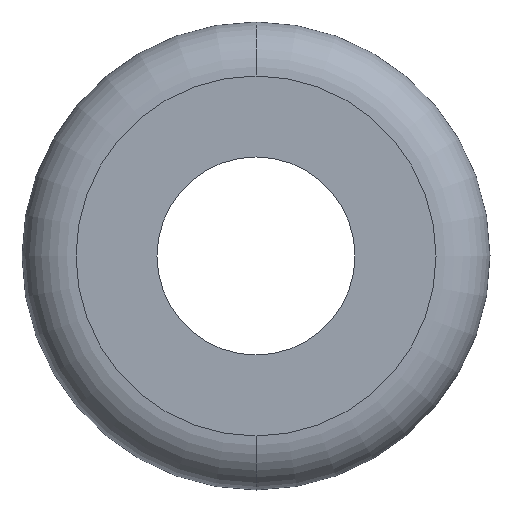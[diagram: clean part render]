
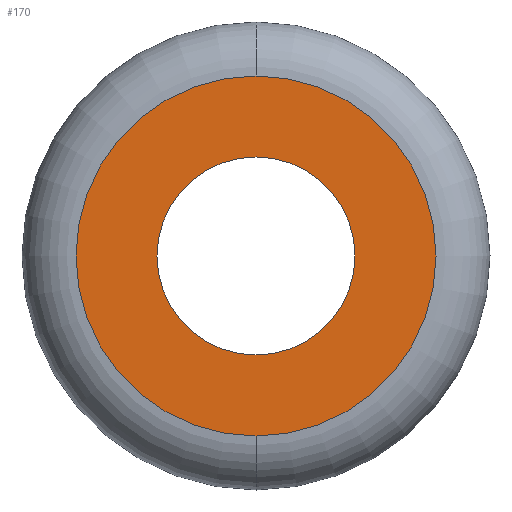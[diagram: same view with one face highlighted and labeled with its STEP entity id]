
A CAD part, front view. The second image highlights one B-rep face of the part: STEP entity #170.
In plain terms, the highlighted planar face has unit normal (0, -1, 0).
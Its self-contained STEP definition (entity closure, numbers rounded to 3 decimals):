
#7 = EDGE_CURVE ( 'NONE', #299, #344, #292, .T. ) ;
#38 = CIRCLE ( 'NONE', #123, 2.75 ) ;
#50 = DIRECTION ( 'NONE',  ( 0., 1., 0. ) ) ;
#56 = EDGE_LOOP ( 'NONE', ( #424, #440 ) ) ;
#78 = CARTESIAN_POINT ( 'NONE',  ( 0., -2.5, 5. ) ) ;
#82 = EDGE_LOOP ( 'NONE', ( #328, #217 ) ) ;
#87 = CARTESIAN_POINT ( 'NONE',  ( 0., -2.5, 0. ) ) ;
#98 = CARTESIAN_POINT ( 'NONE',  ( 0., -2.5, -2.75 ) ) ;
#100 = CIRCLE ( 'NONE', #385, 5. ) ;
#104 = CARTESIAN_POINT ( 'NONE',  ( 0., -2.5, 0. ) ) ;
#106 = CARTESIAN_POINT ( 'NONE',  ( 0., -2.5, -5. ) ) ;
#109 = DIRECTION ( 'NONE',  ( 0., 0., 1. ) ) ;
#112 = VERTEX_POINT ( 'NONE', #98 ) ;
#123 = AXIS2_PLACEMENT_3D ( 'NONE', #431, #504, #309 ) ;
#139 = CIRCLE ( 'NONE', #308, 2.75 ) ;
#170 = ADVANCED_FACE ( 'NONE', ( #197, #327 ), #425, .F. ) ;
#195 = EDGE_CURVE ( 'NONE', #241, #112, #139, .T. ) ;
#197 = FACE_OUTER_BOUND ( 'NONE', #82, .T. ) ;
#215 = AXIS2_PLACEMENT_3D ( 'NONE', #448, #50, #321 ) ;
#217 = ORIENTED_EDGE ( 'NONE', *, *, #7, .F. ) ;
#230 = DIRECTION ( 'NONE',  ( 0., 0., 1. ) ) ;
#241 = VERTEX_POINT ( 'NONE', #457 ) ;
#292 = CIRCLE ( 'NONE', #215, 5. ) ;
#294 = CARTESIAN_POINT ( 'NONE',  ( 0., -2.5, -2.75 ) ) ;
#299 = VERTEX_POINT ( 'NONE', #106 ) ;
#301 = DIRECTION ( 'NONE',  ( 0., 1., 0. ) ) ;
#308 = AXIS2_PLACEMENT_3D ( 'NONE', #104, #422, #109 ) ;
#309 = DIRECTION ( 'NONE',  ( 0., 0., 1. ) ) ;
#316 = DIRECTION ( 'NONE',  ( 0., 1., 0. ) ) ;
#321 = DIRECTION ( 'NONE',  ( 0., 0., 1. ) ) ;
#327 = FACE_BOUND ( 'NONE', #56, .T. ) ;
#328 = ORIENTED_EDGE ( 'NONE', *, *, #495, .F. ) ;
#344 = VERTEX_POINT ( 'NONE', #78 ) ;
#385 = AXIS2_PLACEMENT_3D ( 'NONE', #87, #316, #230 ) ;
#386 = EDGE_CURVE ( 'NONE', #112, #241, #38, .T. ) ;
#422 = DIRECTION ( 'NONE',  ( 0., 1., 0. ) ) ;
#424 = ORIENTED_EDGE ( 'NONE', *, *, #195, .T. ) ;
#425 = PLANE ( 'NONE',  #498 ) ;
#427 = DIRECTION ( 'NONE',  ( 0., 0., 1. ) ) ;
#431 = CARTESIAN_POINT ( 'NONE',  ( 0., -2.5, 0. ) ) ;
#440 = ORIENTED_EDGE ( 'NONE', *, *, #386, .T. ) ;
#448 = CARTESIAN_POINT ( 'NONE',  ( 0., -2.5, 0. ) ) ;
#457 = CARTESIAN_POINT ( 'NONE',  ( 0., -2.5, 2.75 ) ) ;
#495 = EDGE_CURVE ( 'NONE', #344, #299, #100, .T. ) ;
#498 = AXIS2_PLACEMENT_3D ( 'NONE', #294, #301, #427 ) ;
#504 = DIRECTION ( 'NONE',  ( 0., 1., 0. ) ) ;
